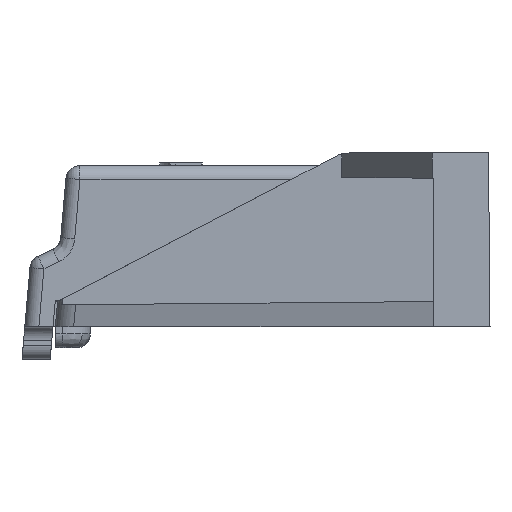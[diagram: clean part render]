
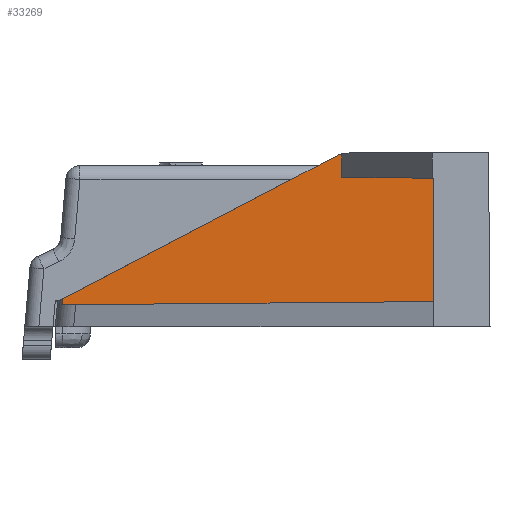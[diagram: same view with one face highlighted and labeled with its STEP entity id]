
A CAD part, left-side view. The second image highlights one B-rep face of the part: STEP entity #33269.
In plain terms, the highlighted planar face has unit normal (-1, 0.009, 0).
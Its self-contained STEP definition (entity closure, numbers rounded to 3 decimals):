
#1374 = EDGE_CURVE ( 'NONE', #41136, #15830, #23998, .T. ) ;
#3515 = EDGE_CURVE ( 'NONE', #4729, #37456, #19958, .T. ) ;
#3563 = ORIENTED_EDGE ( 'NONE', *, *, #57287, .T. ) ;
#4729 = VERTEX_POINT ( 'NONE', #17689 ) ;
#7551 = EDGE_CURVE ( 'NONE', #4729, #47282, #9716, .T. ) ;
#8261 =( BOUNDED_CURVE ( )  B_SPLINE_CURVE ( 3, ( #43185, #20683, #33710, #38744 ),
 .UNSPECIFIED., .F., .T. ) 
 B_SPLINE_CURVE_WITH_KNOTS ( ( 4, 4 ),
 ( 4.979, 5.194 ),
 .UNSPECIFIED. ) 
 CURVE ( )  GEOMETRIC_REPRESENTATION_ITEM ( )  RATIONAL_B_SPLINE_CURVE ( ( 1., 0.996, 0.996, 1. ) ) 
 REPRESENTATION_ITEM ( '' )  );
#9266 = EDGE_LOOP ( 'NONE', ( #37472, #51987, #40457, #13468, #3563, #25819, #55595 ) ) ;
#9716 = LINE ( 'NONE', #41395, #23260 ) ;
#10036 = VERTEX_POINT ( 'NONE', #22979 ) ;
#10301 = LINE ( 'NONE', #46963, #18911 ) ;
#10497 = CARTESIAN_POINT ( 'NONE',  ( -54.05, -6.5, 0. ) ) ;
#11751 = CARTESIAN_POINT ( 'NONE',  ( -53.819, 19.955, 1.98 ) ) ;
#12724 = CARTESIAN_POINT ( 'NONE',  ( -54.05, -6.5, 1.8 ) ) ;
#13468 = ORIENTED_EDGE ( 'NONE', *, *, #1374, .T. ) ;
#15488 = FACE_OUTER_BOUND ( 'NONE', #9266, .T. ) ;
#15830 = VERTEX_POINT ( 'NONE', #39254 ) ;
#16085 = DIRECTION ( 'NONE',  ( -0.009, -1., 0. ) ) ;
#16366 = CARTESIAN_POINT ( 'NONE',  ( -54.05, -6.5, 0. ) ) ;
#17689 = CARTESIAN_POINT ( 'NONE',  ( -54.05, -6.5, 10.6 ) ) ;
#18664 = EDGE_CURVE ( 'NONE', #10036, #35952, #8261, .T. ) ;
#18911 = VECTOR ( 'NONE', #50814, 1000. ) ;
#19958 = LINE ( 'NONE', #10497, #44948 ) ;
#20216 = DIRECTION ( 'NONE',  ( -1., 0.009, 0. ) ) ;
#20298 = LINE ( 'NONE', #25050, #24276 ) ;
#20609 = CARTESIAN_POINT ( 'NONE',  ( -53.819, 19.955, 1.98 ) ) ;
#20683 = CARTESIAN_POINT ( 'NONE',  ( -53.992, 0.175, 12.291 ) ) ;
#21488 = CARTESIAN_POINT ( 'NONE',  ( -53.819, 19.974, 1.706 ) ) ;
#22979 = CARTESIAN_POINT ( 'NONE',  ( -53.993, 0.037, 12.329 ) ) ;
#23260 = VECTOR ( 'NONE', #40215, 1000. ) ;
#23998 =( BOUNDED_CURVE ( )  B_SPLINE_CURVE ( 3, ( #20609, #38668, #21488, #39556 ),
 .UNSPECIFIED., .F., .F. ) 
 B_SPLINE_CURVE_WITH_KNOTS ( ( 4, 4 ),
 ( 2.161, 2.166 ),
 .UNSPECIFIED. ) 
 CURVE ( )  GEOMETRIC_REPRESENTATION_ITEM ( )  RATIONAL_B_SPLINE_CURVE ( ( 1., 1., 1., 1. ) ) 
 REPRESENTATION_ITEM ( '' )  );
#24033 = LINE ( 'NONE', #27902, #42084 ) ;
#24276 = VECTOR ( 'NONE', #43098, 1000. ) ;
#25050 = CARTESIAN_POINT ( 'NONE',  ( -53.949, 5.087, 9.744 ) ) ;
#25542 = CARTESIAN_POINT ( 'NONE',  ( -53.989, 0.435, 12.173 ) ) ;
#25819 = ORIENTED_EDGE ( 'NONE', *, *, #3515, .F. ) ;
#27071 = EDGE_CURVE ( 'NONE', #47282, #10036, #10301, .T. ) ;
#27902 = CARTESIAN_POINT ( 'NONE',  ( -54.046, -6.028, 1.796 ) ) ;
#33269 = ADVANCED_FACE ( 'NONE', ( #15488 ), #56908, .T. ) ;
#33710 = CARTESIAN_POINT ( 'NONE',  ( -53.991, 0.308, 12.239 ) ) ;
#35952 = VERTEX_POINT ( 'NONE', #25542 ) ;
#37456 = VERTEX_POINT ( 'NONE', #12724 ) ;
#37472 = ORIENTED_EDGE ( 'NONE', *, *, #27071, .T. ) ;
#38668 = CARTESIAN_POINT ( 'NONE',  ( -53.819, 19.965, 1.843 ) ) ;
#38744 = CARTESIAN_POINT ( 'NONE',  ( -53.989, 0.435, 12.173 ) ) ;
#39254 = CARTESIAN_POINT ( 'NONE',  ( -53.819, 19.984, 1.569 ) ) ;
#39556 = CARTESIAN_POINT ( 'NONE',  ( -53.819, 19.984, 1.569 ) ) ;
#40215 = DIRECTION ( 'NONE',  ( 0.009, 1., 0.009 ) ) ;
#40457 = ORIENTED_EDGE ( 'NONE', *, *, #58184, .T. ) ;
#41136 = VERTEX_POINT ( 'NONE', #11751 ) ;
#41395 = CARTESIAN_POINT ( 'NONE',  ( -54.046, -6.028, 10.604 ) ) ;
#41783 = DIRECTION ( 'NONE',  ( -0.009, -1., 0.009 ) ) ;
#42084 = VECTOR ( 'NONE', #41783, 1000. ) ;
#43098 = DIRECTION ( 'NONE',  ( 0.008, 0.886, -0.463 ) ) ;
#43185 = CARTESIAN_POINT ( 'NONE',  ( -53.993, 0.037, 12.329 ) ) ;
#44844 = AXIS2_PLACEMENT_3D ( 'NONE', #16366, #20216, #16085 ) ;
#44948 = VECTOR ( 'NONE', #50460, 1000. ) ;
#46963 = CARTESIAN_POINT ( 'NONE',  ( -53.993, 0.037, 10.6 ) ) ;
#47282 = VERTEX_POINT ( 'NONE', #55398 ) ;
#50460 = DIRECTION ( 'NONE',  ( 0., 0., -1. ) ) ;
#50814 = DIRECTION ( 'NONE',  ( 0., 0., 1. ) ) ;
#51987 = ORIENTED_EDGE ( 'NONE', *, *, #18664, .T. ) ;
#55398 = CARTESIAN_POINT ( 'NONE',  ( -53.993, 0.037, 10.657 ) ) ;
#55595 = ORIENTED_EDGE ( 'NONE', *, *, #7551, .T. ) ;
#56908 = PLANE ( 'NONE',  #44844 ) ;
#57287 = EDGE_CURVE ( 'NONE', #15830, #37456, #24033, .T. ) ;
#58184 = EDGE_CURVE ( 'NONE', #35952, #41136, #20298, .T. ) ;
